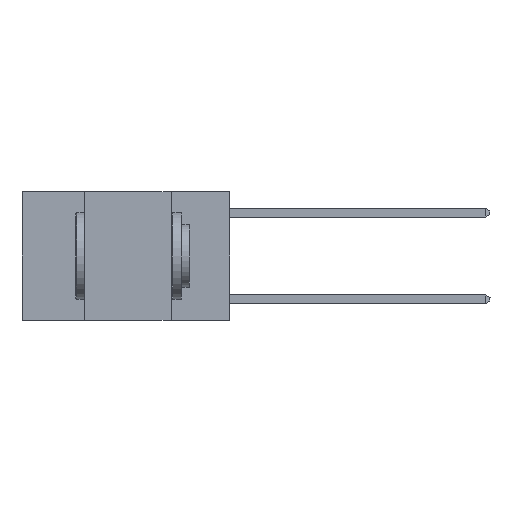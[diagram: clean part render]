
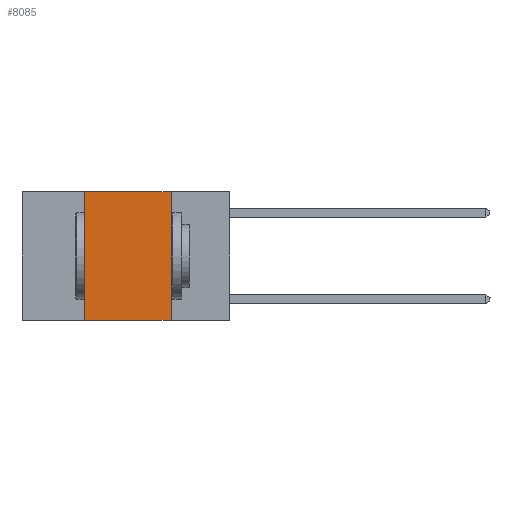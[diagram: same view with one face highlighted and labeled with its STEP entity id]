
A CAD part, left-side view. The second image highlights one B-rep face of the part: STEP entity #8085.
In plain terms, the highlighted planar face has unit normal (-1, 0, 0).
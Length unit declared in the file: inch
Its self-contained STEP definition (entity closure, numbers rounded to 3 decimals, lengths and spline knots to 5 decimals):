
#211 = VECTOR ( 'NONE', #7103, 39.37008 ) ;
#323 = DIRECTION ( 'NONE',  ( 0., 0., -1. ) ) ;
#474 = LINE ( 'NONE', #1229, #2521 ) ;
#576 = EDGE_CURVE ( 'NONE', #8895, #2314, #3881, .T. ) ;
#1147 = FACE_OUTER_BOUND ( 'NONE', #1187, .T. ) ;
#1187 = EDGE_LOOP ( 'NONE', ( #4067, #8807, #2378, #6798 ) ) ;
#1229 = CARTESIAN_POINT ( 'NONE',  ( 0., 0.17, 0. ) ) ;
#1360 = VECTOR ( 'NONE', #4223, 39.37008 ) ;
#1423 = PLANE ( 'NONE',  #1541 ) ;
#1541 = AXIS2_PLACEMENT_3D ( 'NONE', #8955, #7243, #2293 ) ;
#1780 = CARTESIAN_POINT ( 'NONE',  ( 0., 0.6, -0.37 ) ) ;
#2293 = DIRECTION ( 'NONE',  ( 0., 0., -1. ) ) ;
#2314 = VERTEX_POINT ( 'NONE', #6415 ) ;
#2378 = ORIENTED_EDGE ( 'NONE', *, *, #4178, .F. ) ;
#2521 = VECTOR ( 'NONE', #323, 39.37008 ) ;
#2857 = CARTESIAN_POINT ( 'NONE',  ( 0., 0.17, 0. ) ) ;
#2894 = EDGE_CURVE ( 'NONE', #10278, #2314, #474, .T. ) ;
#3844 = CARTESIAN_POINT ( 'NONE',  ( 0., 0.6, 0. ) ) ;
#3881 = LINE ( 'NONE', #1780, #1360 ) ;
#4067 = ORIENTED_EDGE ( 'NONE', *, *, #2894, .F. ) ;
#4178 = EDGE_CURVE ( 'NONE', #8895, #9885, #8092, .T. ) ;
#4223 = DIRECTION ( 'NONE',  ( 0., -1., 0. ) ) ;
#4783 = LINE ( 'NONE', #3844, #211 ) ;
#6415 = CARTESIAN_POINT ( 'NONE',  ( 0., 0.17, -0.37 ) ) ;
#6798 = ORIENTED_EDGE ( 'NONE', *, *, #576, .T. ) ;
#7103 = DIRECTION ( 'NONE',  ( 0., -1., 0. ) ) ;
#7243 = DIRECTION ( 'NONE',  ( 1., 0., 0. ) ) ;
#7728 = DIRECTION ( 'NONE',  ( 0., 0., 1. ) ) ;
#8085 = ADVANCED_FACE ( 'NONE', ( #1147 ), #1423, .F. ) ;
#8092 = LINE ( 'NONE', #10229, #10061 ) ;
#8249 = CARTESIAN_POINT ( 'NONE',  ( 0., 0.42, -0.37 ) ) ;
#8807 = ORIENTED_EDGE ( 'NONE', *, *, #10428, .F. ) ;
#8895 = VERTEX_POINT ( 'NONE', #8249 ) ;
#8955 = CARTESIAN_POINT ( 'NONE',  ( 0., 0.6, 0. ) ) ;
#9861 = CARTESIAN_POINT ( 'NONE',  ( 0., 0.42, 0. ) ) ;
#9885 = VERTEX_POINT ( 'NONE', #9861 ) ;
#10061 = VECTOR ( 'NONE', #7728, 39.37008 ) ;
#10229 = CARTESIAN_POINT ( 'NONE',  ( 0., 0.42, 0. ) ) ;
#10278 = VERTEX_POINT ( 'NONE', #2857 ) ;
#10428 = EDGE_CURVE ( 'NONE', #9885, #10278, #4783, .T. ) ;
